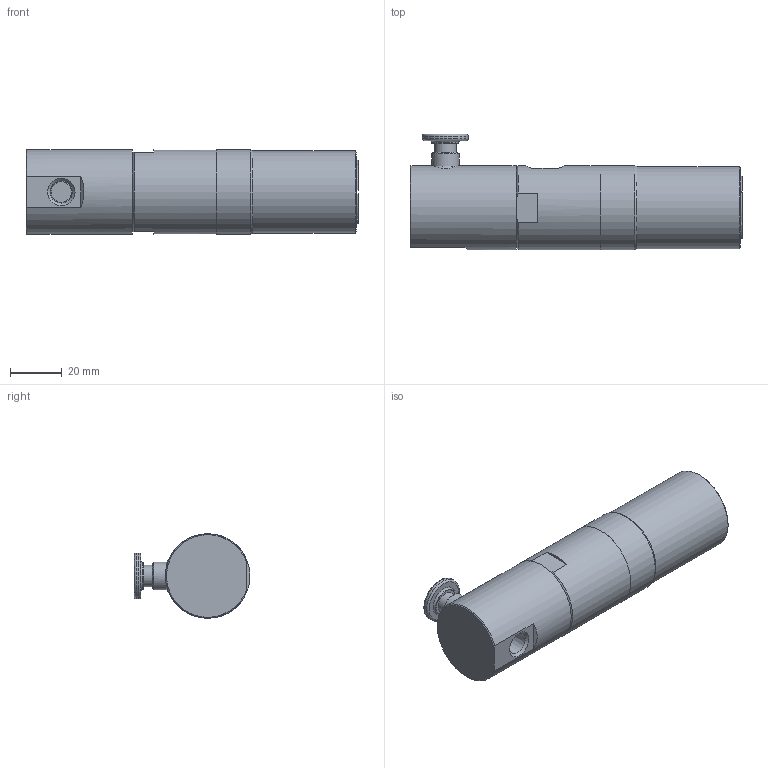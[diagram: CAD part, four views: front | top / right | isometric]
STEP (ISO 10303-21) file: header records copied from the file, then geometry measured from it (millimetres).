
FILE_DESCRIPTION(/* description */ (''),/* implementation_level */ '2;1');
FILE_NAME(/* name */ 'FXV009041.stp',/* time_stamp */ '2013-12-13T11:35:36-06:00',/* author */ ('scottg'),/* organization */ ('FasTest,Inc.'),/* preprocessor_version */ 'ST-DEVELOPER v15.2',/* originating_system */ 'Autodesk Inventor 2014',/* authorisation */ '');
FILE_SCHEMA (('AUTOMOTIVE_DESIGN { 1 0 10303 214 3 1 1 }'));
Length unit declared in the file: inch
Products named in the file (1): FXV009041
Bounding box: 128.8 x 44.96 x 32.77 mm (x, y, z)
Volume: 103464.7 mm3; surface area: 19286 mm2
Topology: 1 solids, 1 shells, 104 faces, 260 edges, 171 vertices
Faces by surface type: plane 46, cone 31, cylinder 23, torus 4
Full cylindrical faces by diameter (mm): 7.95 x1, 8.382 x1, 10.414 x1, 10.668 x1, 11.125 x1, 17.78 x1, 17.907 x1, 18.466 x1, 26.772 x1, 26.924 x1, 27.051 x1, 31.877 x1, 32.766 x3
Entity records: 3017 total; most frequent: CARTESIAN_POINT 718, DIRECTION 468, ORIENTED_EDGE 448, EDGE_CURVE 224, AXIS2_PLACEMENT_3D 203, VERTEX_POINT 163, EDGE_LOOP 145, ADVANCED_FACE 104
